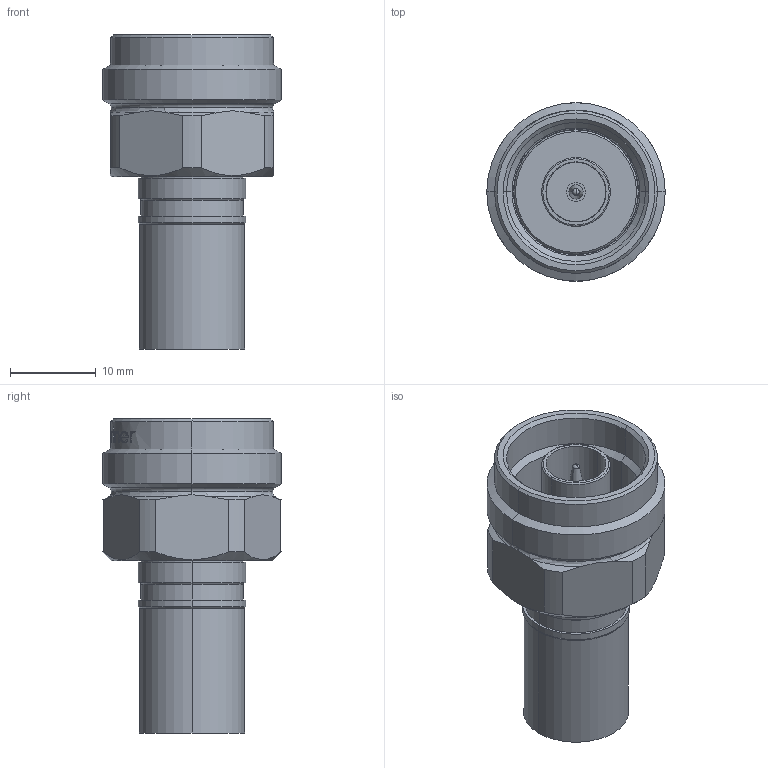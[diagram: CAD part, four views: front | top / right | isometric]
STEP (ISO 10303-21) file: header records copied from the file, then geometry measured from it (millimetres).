
FILE_DESCRIPTION (( 'STEP AP214' ), '1' );
FILE_NAME ('J01020A0107.STEP', '2016-02-05T10:05:24', ( 'Wartung' ), ( '' ), 'SwSTEP 2.0', 'SolidWorks 2015', '' );
FILE_SCHEMA (( 'AUTOMOTIVE_DESIGN' ));
Length unit declared in the file: millimetre
Products named in the file (1): J01020A0107
Bounding box: 20.8 x 20.8 x 36.6 mm (x, y, z)
Volume: 4546.8 mm3; surface area: 4738.9 mm2
Topology: 2 solids, 2 shells, 291 faces, 707 edges, 455 vertices
Faces by surface type: plane 89, bspline 78, cylinder 72, cone 38, torus 12, sphere 2
Entity records: 14707 total; most frequent: CARTESIAN_POINT 5098, ORIENTED_EDGE 1414, DIRECTION 1163, EDGE_CURVE 707, VERTEX_POINT 455, AXIS2_PLACEMENT_3D 436, EDGE_LOOP 328, VECTOR 291
